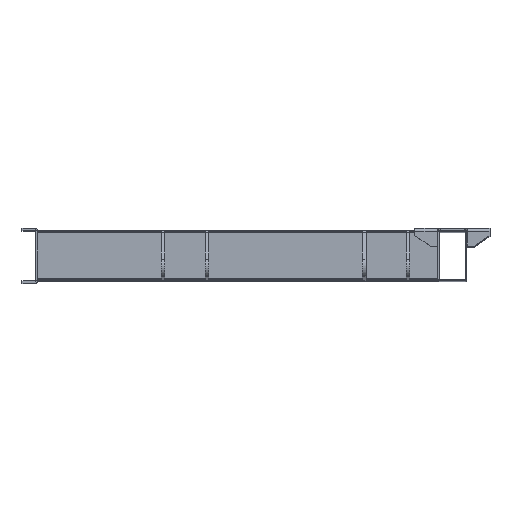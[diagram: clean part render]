
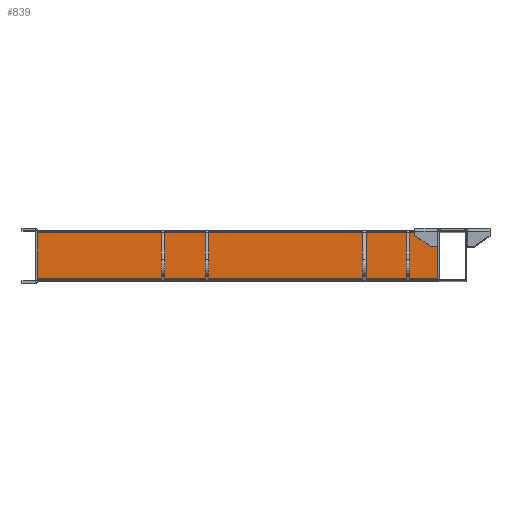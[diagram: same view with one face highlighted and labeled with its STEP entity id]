
A CAD part, top view. The second image highlights one B-rep face of the part: STEP entity #839.
In plain terms, the highlighted planar face has unit normal (0, 0, 1).
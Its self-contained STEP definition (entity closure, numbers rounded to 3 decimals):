
#570=DIRECTION('',(0.,1.,0.));
#571=VECTOR('',#570,65.);
#572=CARTESIAN_POINT('',(1504.5,-32.5,290.));
#573=LINE('',#572,#571);
#606=DIRECTION('',(0.,1.,0.));
#607=VECTOR('',#606,65.);
#608=CARTESIAN_POINT('',(2061.5,-32.5,290.));
#609=LINE('',#608,#607);
#641=DIRECTION('',(-1.,0.,0.));
#642=VECTOR('',#641,557.);
#643=CARTESIAN_POINT('',(2061.5,32.5,290.));
#644=LINE('',#643,#642);
#688=DIRECTION('',(1.,0.,0.));
#689=VECTOR('',#688,557.);
#690=CARTESIAN_POINT('',(1504.5,-32.5,290.));
#691=LINE('',#690,#689);
#764=CARTESIAN_POINT('',(2061.5,-32.5,290.));
#765=CARTESIAN_POINT('',(2061.5,32.5,290.));
#766=VERTEX_POINT('',#764);
#767=VERTEX_POINT('',#765);
#768=CARTESIAN_POINT('',(1504.5,-32.5,290.));
#769=VERTEX_POINT('',#768);
#770=CARTESIAN_POINT('',(1504.5,32.5,290.));
#771=VERTEX_POINT('',#770);
#824=CARTESIAN_POINT('',(2061.5,-32.5,290.));
#825=DIRECTION('',(0.,0.,1.));
#826=DIRECTION('',(0.,1.,0.));
#827=AXIS2_PLACEMENT_3D('',#824,#825,#826);
#828=PLANE('',#827);
#829=EDGE_CURVE('',#766,#767,#609,.T.);
#830=ORIENTED_EDGE('',*,*,#829,.F.);
#831=EDGE_CURVE('',#769,#766,#691,.T.);
#832=ORIENTED_EDGE('',*,*,#831,.F.);
#833=EDGE_CURVE('',#769,#771,#573,.T.);
#834=ORIENTED_EDGE('',*,*,#833,.T.);
#835=EDGE_CURVE('',#767,#771,#644,.T.);
#836=ORIENTED_EDGE('',*,*,#835,.F.);
#837=EDGE_LOOP('',(#830,#832,#834,#836));
#838=FACE_OUTER_BOUND('',#837,.F.);
#839=ADVANCED_FACE('',(#838),#828,.T.);
